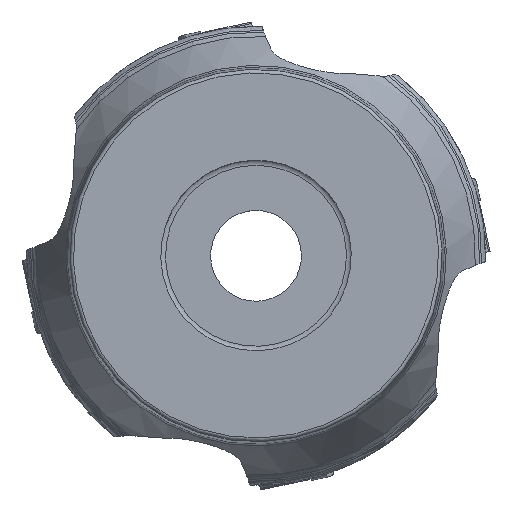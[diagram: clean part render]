
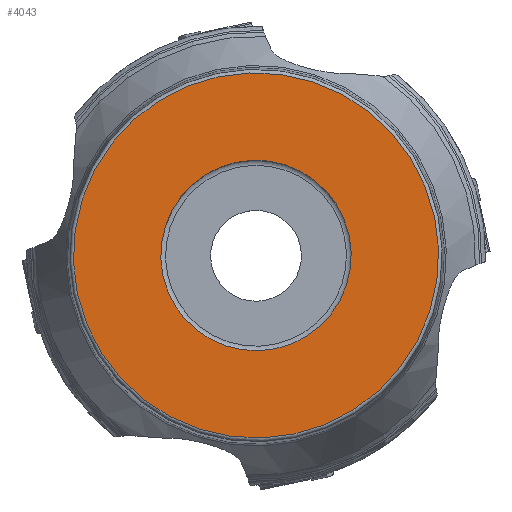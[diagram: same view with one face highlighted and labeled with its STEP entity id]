
A CAD part, top view. The second image highlights one B-rep face of the part: STEP entity #4043.
In plain terms, the highlighted planar face has unit normal (0, 0, 1).
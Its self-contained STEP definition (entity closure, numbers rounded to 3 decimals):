
#1401=FACE_BOUND('',#7963,.T.);
#1402=FACE_BOUND('',#7964,.T.);
#4043=ADVANCED_FACE('CU_BACK_F001',(#1401,#1402),#4455,.F.);
#4455=PLANE('',#31989);
#7963=EDGE_LOOP('',(#18812));
#7964=EDGE_LOOP('',(#18813));
#9554=CIRCLE('',#29733,11.005);
#10529=CIRCLE('',#31987,21.1);
#18812=ORIENTED_EDGE('',*,*,#23065,.F.);
#18813=ORIENTED_EDGE('',*,*,#26013,.T.);
#20020=VERTEX_POINT('',#46785);
#21747=VERTEX_POINT('',#65008);
#23065=EDGE_CURVE('',#20020,#20020,#9554,.T.);
#26013=EDGE_CURVE('',#21747,#21747,#10529,.T.);
#29733=AXIS2_PLACEMENT_3D('',#46784,#34084,#34085);
#31987=AXIS2_PLACEMENT_3D('',#65007,#39522,#39523);
#31989=AXIS2_PLACEMENT_3D('',#65010,#39526,#39527);
#34084=DIRECTION('',(0.,0.,1.));
#34085=DIRECTION('',(0.978,0.208,0.));
#39522=DIRECTION('',(0.,0.,1.));
#39523=DIRECTION('',(0.978,0.208,0.));
#39526=DIRECTION('',(0.,0.,-1.));
#39527=DIRECTION('',(-0.978,-0.208,0.));
#46784=CARTESIAN_POINT('',(0.,0.,
0.));
#46785=CARTESIAN_POINT('',(10.765,2.288,0.));
#65007=CARTESIAN_POINT('',(0.,0.,
0.));
#65008=CARTESIAN_POINT('',(20.639,4.387,0.));
#65010=CARTESIAN_POINT('',(-20.5,0.,0.));
